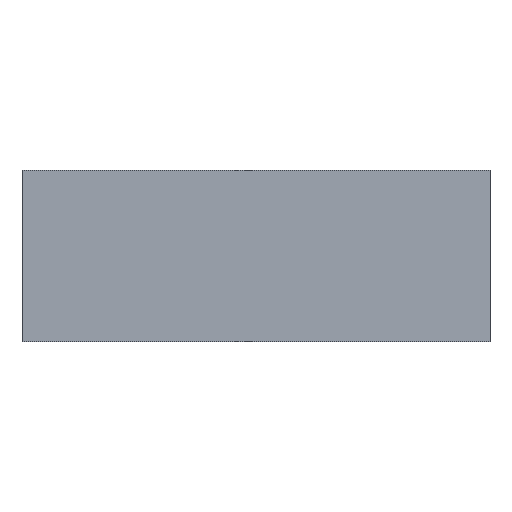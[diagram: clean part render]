
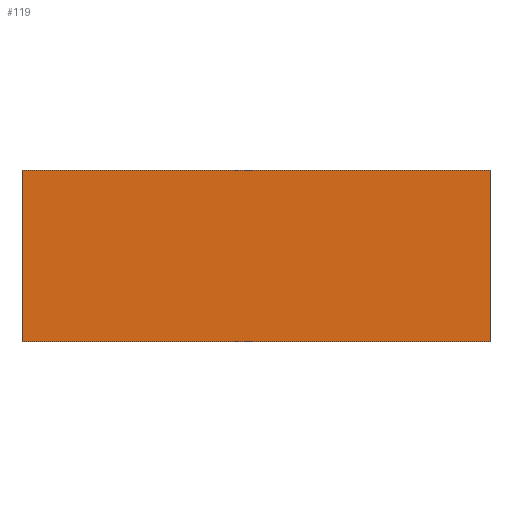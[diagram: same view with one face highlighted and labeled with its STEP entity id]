
A CAD part, front view. The second image highlights one B-rep face of the part: STEP entity #119.
In plain terms, the highlighted planar face has unit normal (0, -1, 0).
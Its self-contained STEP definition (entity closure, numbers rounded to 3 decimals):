
#32 = VERTEX_POINT('',#33);
#33 = CARTESIAN_POINT('',(-35.5,-1.,25.4));
#39 = EDGE_CURVE('',#40,#32,#42,.T.);
#40 = VERTEX_POINT('',#41);
#41 = CARTESIAN_POINT('',(-35.5,-1.,0.));
#42 = LINE('',#43,#44);
#43 = CARTESIAN_POINT('',(-35.5,-1.,0.));
#44 = VECTOR('',#45,1.);
#45 = DIRECTION('',(0.,0.,1.));
#61 = EDGE_CURVE('',#62,#40,#64,.T.);
#62 = VERTEX_POINT('',#63);
#63 = CARTESIAN_POINT('',(34.,-1.,0.));
#64 = LINE('',#65,#66);
#65 = CARTESIAN_POINT('',(34.,-1.,0.));
#66 = VECTOR('',#67,1.);
#67 = DIRECTION('',(-1.,0.,0.));
#101 = VERTEX_POINT('',#102);
#102 = CARTESIAN_POINT('',(34.,-1.,25.4));
#108 = EDGE_CURVE('',#62,#101,#109,.T.);
#109 = LINE('',#110,#111);
#110 = CARTESIAN_POINT('',(34.,-1.,0.));
#111 = VECTOR('',#112,1.);
#112 = DIRECTION('',(0.,0.,1.));
#119 = ADVANCED_FACE('',(#120),#131,.T.);
#120 = FACE_BOUND('',#121,.T.);
#121 = EDGE_LOOP('',(#122,#123,#124,#130));
#122 = ORIENTED_EDGE('',*,*,#61,.F.);
#123 = ORIENTED_EDGE('',*,*,#108,.T.);
#124 = ORIENTED_EDGE('',*,*,#125,.F.);
#125 = EDGE_CURVE('',#32,#101,#126,.T.);
#126 = LINE('',#127,#128);
#127 = CARTESIAN_POINT('',(-34.,-1.,25.4));
#128 = VECTOR('',#129,1.);
#129 = DIRECTION('',(1.,0.,0.));
#130 = ORIENTED_EDGE('',*,*,#39,.F.);
#131 = PLANE('',#132);
#132 = AXIS2_PLACEMENT_3D('',#133,#134,#135);
#133 = CARTESIAN_POINT('',(-0.75,-1.,12.7));
#134 = DIRECTION('',(-0.,-1.,0.));
#135 = DIRECTION('',(0.,0.,-1.));
